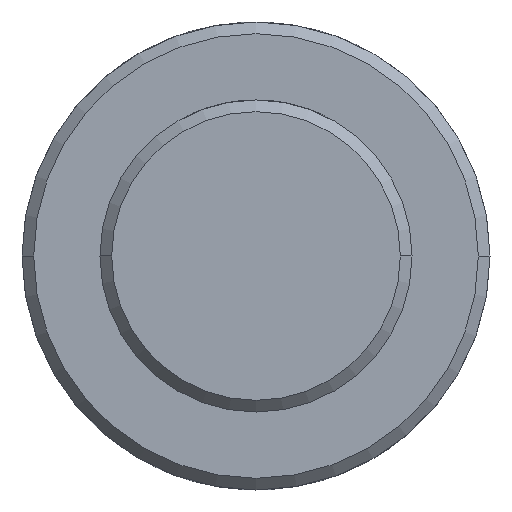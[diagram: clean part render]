
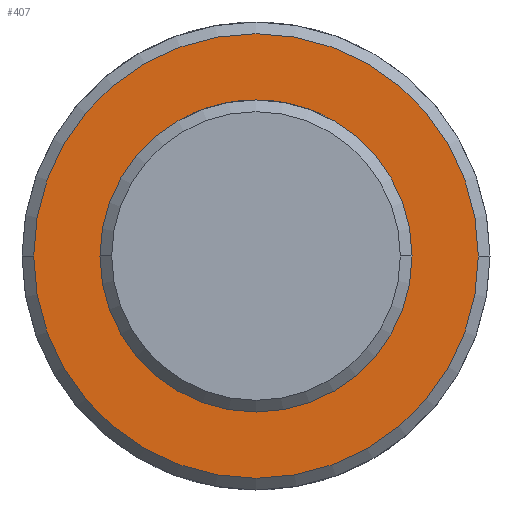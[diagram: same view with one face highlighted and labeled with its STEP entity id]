
A CAD part, front view. The second image highlights one B-rep face of the part: STEP entity #407.
In plain terms, the highlighted planar face has unit normal (0, -1, 0).
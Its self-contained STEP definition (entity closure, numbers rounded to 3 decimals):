
#30 = AXIS2_PLACEMENT_3D ( 'NONE', #3268, #3290, #3538 ) ;
#106 = EDGE_LOOP ( 'NONE', ( #2752, #1906 ) ) ;
#155 = CIRCLE ( 'NONE', #338, 4. ) ;
#198 = DIRECTION ( 'NONE',  ( -1., 0., 0. ) ) ;
#306 = FACE_OUTER_BOUND ( 'NONE', #106, .T. ) ;
#338 = AXIS2_PLACEMENT_3D ( 'NONE', #2432, #2698, #198 ) ;
#351 = DIRECTION ( 'NONE',  ( -1., 0., 0. ) ) ;
#407 = ADVANCED_FACE ( 'Defeature ausgef�hrt1_8', ( #306, #1151 ), #1346, .T. ) ;
#684 = ORIENTED_EDGE ( 'NONE', *, *, #3181, .T. ) ;
#756 = CARTESIAN_POINT ( 'NONE',  ( 0., -125., 0. ) ) ;
#1043 = EDGE_CURVE ( 'Defeature ausgef�hrt1_8+Defeature ausgef�hrt1_19+Defeature ausgef�hrt1_19+Defeature ausgef�hrt1_19', #2970, #1501, #2392, .T. ) ;
#1151 = FACE_BOUND ( 'NONE', #1290, .T. ) ;
#1203 = AXIS2_PLACEMENT_3D ( 'NONE', #756, #3509, #3537 ) ;
#1208 = ORIENTED_EDGE ( 'NONE', *, *, #3318, .T. ) ;
#1216 = DIRECTION ( 'NONE',  ( 0., -1., 0. ) ) ;
#1266 = EDGE_CURVE ( 'Defeature ausgef�hrt1_8+Defeature ausgef�hrt1_19+Defeature ausgef�hrt1_19+Defeature ausgef�hrt1_19', #1501, #2970, #2655, .T. ) ;
#1285 = AXIS2_PLACEMENT_3D ( 'NONE', #1458, #2018, #351 ) ;
#1290 = EDGE_LOOP ( 'NONE', ( #684, #1208 ) ) ;
#1346 = PLANE ( 'NONE',  #30 ) ;
#1458 = CARTESIAN_POINT ( 'NONE',  ( 0., -125., 0. ) ) ;
#1497 = CARTESIAN_POINT ( 'NONE',  ( 0., -125., 0. ) ) ;
#1501 = VERTEX_POINT ( 'NONE', #3394 ) ;
#1807 = CARTESIAN_POINT ( 'NONE',  ( 4., -125., 0. ) ) ;
#1906 = ORIENTED_EDGE ( 'NONE', *, *, #1043, .T. ) ;
#1992 = CIRCLE ( 'NONE', #1285, 4. ) ;
#2018 = DIRECTION ( 'NONE',  ( 0., 1., 0. ) ) ;
#2040 = AXIS2_PLACEMENT_3D ( 'NONE', #1497, #1216, #3433 ) ;
#2069 = VERTEX_POINT ( 'NONE', #2196 ) ;
#2196 = CARTESIAN_POINT ( 'NONE',  ( -4., -125., 0. ) ) ;
#2392 = CIRCLE ( 'NONE', #2040, 5.7 ) ;
#2432 = CARTESIAN_POINT ( 'NONE',  ( 0., -125., 0. ) ) ;
#2474 = VERTEX_POINT ( 'NONE', #1807 ) ;
#2655 = CIRCLE ( 'NONE', #1203, 5.7 ) ;
#2698 = DIRECTION ( 'NONE',  ( 0., 1., 0. ) ) ;
#2752 = ORIENTED_EDGE ( 'NONE', *, *, #1266, .T. ) ;
#2970 = VERTEX_POINT ( 'NONE', #3408 ) ;
#3181 = EDGE_CURVE ( 'Defeature ausgef�hrt1_8+Defeature ausgef�hrt1_9+Defeature ausgef�hrt1_9+Defeature ausgef�hrt1_9', #2069, #2474, #1992, .T. ) ;
#3268 = CARTESIAN_POINT ( 'NONE',  ( 0., -125., 4. ) ) ;
#3290 = DIRECTION ( 'NONE',  ( 0., -1., 0. ) ) ;
#3318 = EDGE_CURVE ( 'Defeature ausgef�hrt1_8+Defeature ausgef�hrt1_9+Defeature ausgef�hrt1_9+Defeature ausgef�hrt1_9', #2474, #2069, #155, .T. ) ;
#3394 = CARTESIAN_POINT ( 'NONE',  ( -5.7, -125., 0. ) ) ;
#3408 = CARTESIAN_POINT ( 'NONE',  ( 5.7, -125., 0. ) ) ;
#3433 = DIRECTION ( 'NONE',  ( 1., 0., 0. ) ) ;
#3509 = DIRECTION ( 'NONE',  ( 0., -1., 0. ) ) ;
#3537 = DIRECTION ( 'NONE',  ( 1., 0., 0. ) ) ;
#3538 = DIRECTION ( 'NONE',  ( 1., 0., 0. ) ) ;
